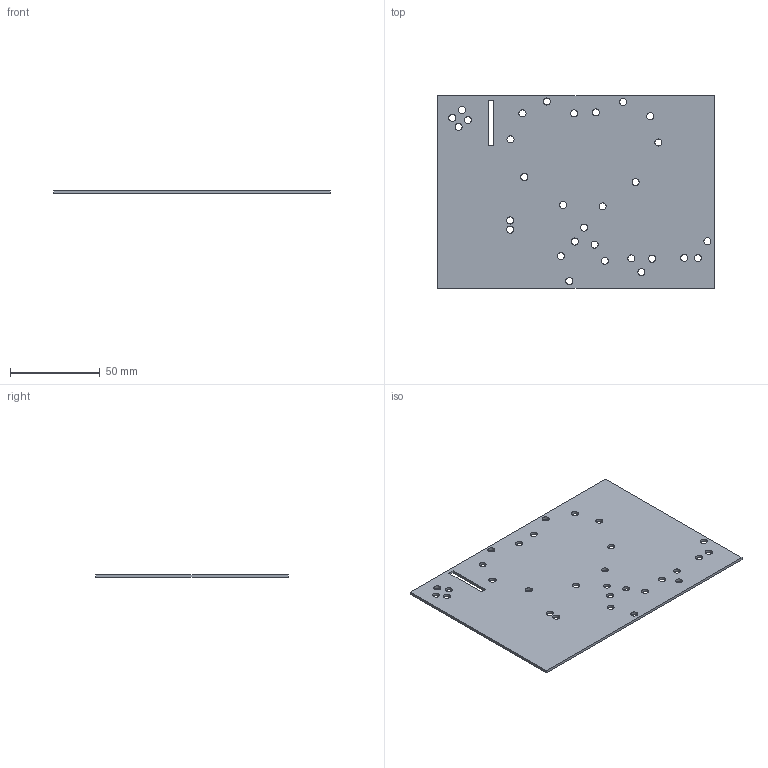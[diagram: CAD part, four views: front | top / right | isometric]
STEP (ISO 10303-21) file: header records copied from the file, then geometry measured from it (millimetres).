
FILE_DESCRIPTION(('KiCad electronic assembly'),'2;1');
FILE_NAME('proto-for-mfg-.125-acrylic.step','2025-04-26T15:41:27',( 'Pcbnew'),('Kicad'),'Open CASCADE STEP processor 7.8', 'KiCad to STEP converter','Unknown');
FILE_SCHEMA(('AUTOMOTIVE_DESIGN { 1 0 10303 214 1 1 1 1 }'));
Length unit declared in the file: millimetre
Products named in the file (2): proto-for-mfg-.125-acrylic 1; proto-for-mfg-.125-acrylic_PCB
Assembly tree (1 placements, depth 2):
  proto-for-mfg-.125-acrylic 1
    proto-for-mfg-.125-acrylic_PCB
Bounding box: 154.5 x 107.4 x 1.51 mm (x, y, z)
Volume: 24377.8 mm3; surface area: 33728.1 mm2
Topology: 1 solids, 1 shells, 40 faces, 114 edges, 76 vertices
Faces by surface type: cylinder 30, plane 10
Full cylindrical faces by diameter (mm): 3.95 x30
Entity records: 1499 total; most frequent: DIRECTION 258, CARTESIAN_POINT 232, ORIENTED_EDGE 228, EDGE_CURVE 114, AXIS2_PLACEMENT_3D 102, FACE_BOUND 102, EDGE_LOOP 102, VERTEX_POINT 76
